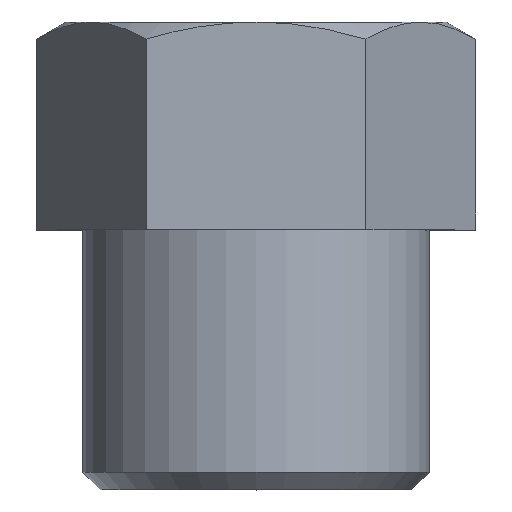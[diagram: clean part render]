
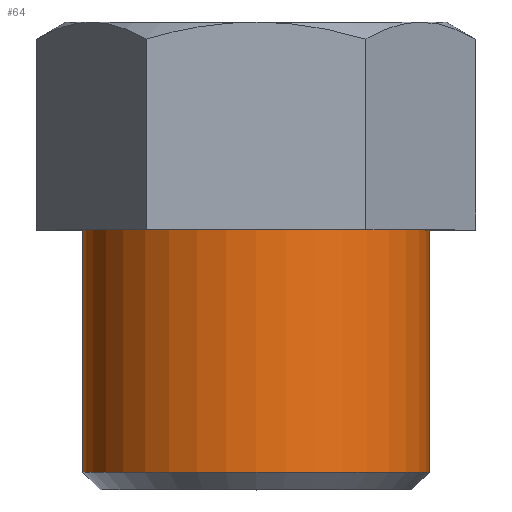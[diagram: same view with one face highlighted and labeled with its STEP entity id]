
A CAD part, top view. The second image highlights one B-rep face of the part: STEP entity #64.
In plain terms, the highlighted cylindrical face has radius 5 mm (diameter 10 mm), a partial arc.
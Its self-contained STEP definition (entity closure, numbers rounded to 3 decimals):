
#64=ADVANCED_FACE('',(#146),#147,.T.);
#146=FACE_OUTER_BOUND('',#244,.T.);
#147=CYLINDRICAL_SURFACE('',#245,5.0);
#244=EDGE_LOOP('',(#361,#362,#363,#364));
#245=AXIS2_PLACEMENT_3D('',#365,#366,#367);
#361=ORIENTED_EDGE('',*,*,#567,.T.);
#362=ORIENTED_EDGE('',*,*,#573,.T.);
#363=ORIENTED_EDGE('',*,*,#569,.T.);
#364=ORIENTED_EDGE('',*,*,#586,.T.);
#365=CARTESIAN_POINT('',(0.0,0.375,0.0));
#366=DIRECTION('',(0.0,1.0,-0.0));
#367=DIRECTION('',(-1.0,0.0,0.0));
#567=EDGE_CURVE('',#664,#665,#666,.T.);
#569=EDGE_CURVE('',#669,#667,#670,.T.);
#573=EDGE_CURVE('',#665,#669,#675,.T.);
#586=EDGE_CURVE('',#667,#664,#695,.T.);
#664=VERTEX_POINT('',#813);
#665=VERTEX_POINT('',#814);
#666=LINE('',#815,#816);
#667=VERTEX_POINT('',#817);
#669=VERTEX_POINT('',#819);
#670=LINE('',#820,#821);
#675=CIRCLE('',#827,5.0);
#695=CIRCLE('',#850,5.0);
#813=CARTESIAN_POINT('',(-5.0,0.0,0.0));
#814=CARTESIAN_POINT('',(-5.0,-7.0,0.0));
#815=CARTESIAN_POINT('',(-5.0,-3.5,0.));
#816=VECTOR('',#1043,1.0);
#817=CARTESIAN_POINT('',(5.0,0.0,0.));
#819=CARTESIAN_POINT('',(5.0,-7.0,0.));
#820=CARTESIAN_POINT('',(5.0,-3.5,0.));
#821=VECTOR('',#1047,1.0);
#827=AXIS2_PLACEMENT_3D('',#1052,#1053,#1054);
#850=AXIS2_PLACEMENT_3D('',#1076,#1077,#1078);
#1043=DIRECTION('',(-0.0,-1.0,-0.0));
#1047=DIRECTION('',(0.0,1.0,-0.0));
#1052=CARTESIAN_POINT('',(0.0,-7.0,0.0));
#1053=DIRECTION('',(-0.0,1.0,0.0));
#1054=DIRECTION('',(1.0,0.0,0.0));
#1076=CARTESIAN_POINT('',(0.0,0.0,0.0));
#1077=DIRECTION('',(0.0,-1.0,0.0));
#1078=DIRECTION('',(1.0,0.0,0.0));
